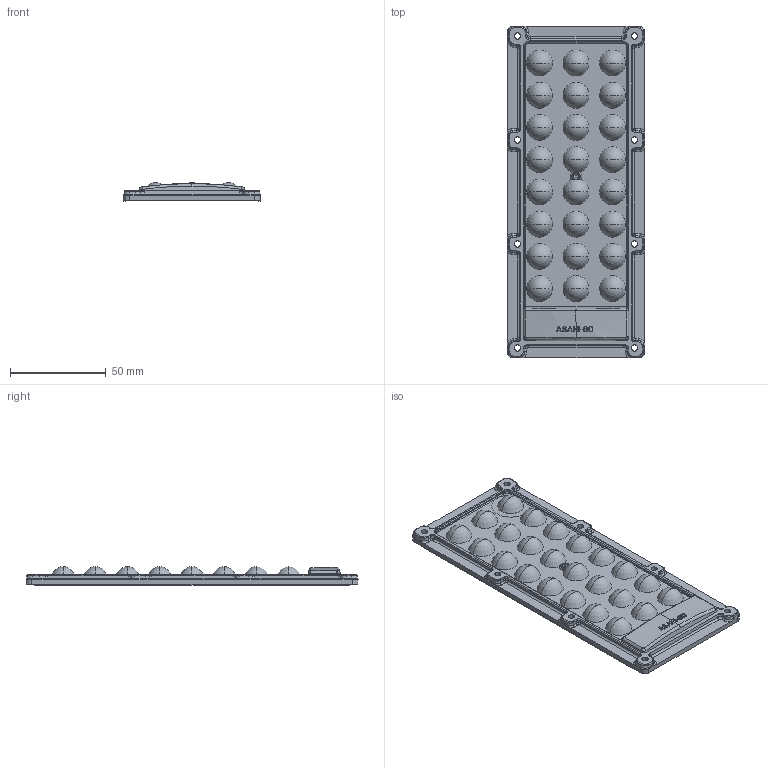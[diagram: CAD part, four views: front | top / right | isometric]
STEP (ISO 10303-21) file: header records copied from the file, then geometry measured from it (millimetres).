
FILE_DESCRIPTION((''),'2;1');
FILE_NAME('6000_1_1','2022-01-20T14:29:13',('Administrator'),(''),'CREO PARAMETRIC BY PTC INC, 2019352','CREO PARAMETRIC BY PTC INC, 2019352','');
FILE_SCHEMA(('CONFIG_CONTROL_DESIGN'));
Length unit declared in the file: millimetre
Products named in the file (1): 6000_1_1
Bounding box: 71.53 x 173.03 x 9.7 mm (x, y, z)
Volume: 42124.5 mm3; surface area: 34126.9 mm2
Topology: 1 solids, 3 shells, 812 faces, 2338 edges, 1484 vertices
Faces by surface type: plane 324, cylinder 148, bspline 119, revolution 100, cone 76, torus 39, sphere 6
Entity records: 32244 total; most frequent: CARTESIAN_POINT 12708, ORIENTED_EDGE 4454, DIRECTION 3475, EDGE_CURVE 2232, VERTEX_POINT 1484, AXIS2_PLACEMENT_3D 1248, EDGE_LOOP 887, VECTOR 879
